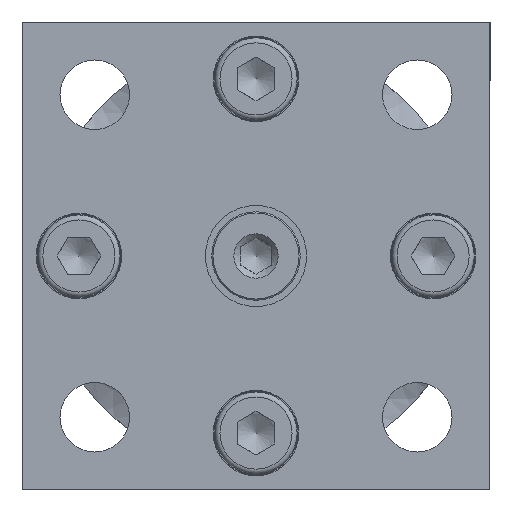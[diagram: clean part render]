
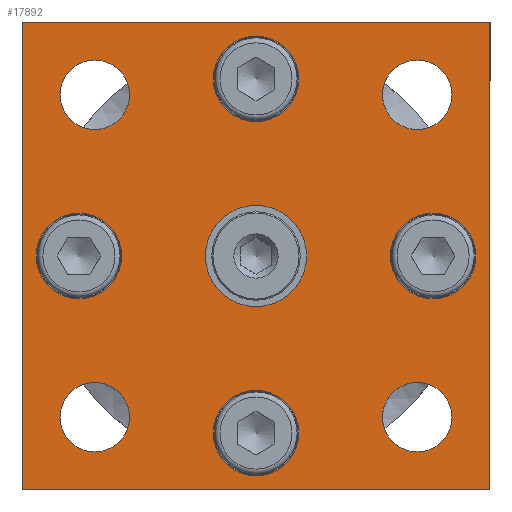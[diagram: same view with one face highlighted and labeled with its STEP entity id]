
A CAD part, left-side view. The second image highlights one B-rep face of the part: STEP entity #17892.
In plain terms, the highlighted planar face has unit normal (-1, 0, 0).
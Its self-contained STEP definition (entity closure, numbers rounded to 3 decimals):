
#17499=CARTESIAN_POINT('',(-130.0,-34.75,0.));
#17500=VERTEX_POINT('',#17499);
#17501=CARTESIAN_POINT('',(-130.0,-28.,0.));
#17502=DIRECTION('',(1.0,0.0,0.0));
#17503=DIRECTION('',(0.0,-1.0,0.0));
#17504=AXIS2_PLACEMENT_3D('',#17501,#17502,#17503);
#17505=CIRCLE('',#17504,6.75);
#17506=EDGE_CURVE('',#17500,#17500,#17505,.T.);
#17547=CARTESIAN_POINT('',(-130.0,0.,-34.75));
#17548=VERTEX_POINT('',#17547);
#17549=CARTESIAN_POINT('',(-130.0,0.,-28.));
#17550=DIRECTION('',(1.0,0.0,0.0));
#17551=DIRECTION('',(0.0,0.0,-1.0));
#17552=AXIS2_PLACEMENT_3D('',#17549,#17550,#17551);
#17553=CIRCLE('',#17552,6.75);
#17554=EDGE_CURVE('',#17548,#17548,#17553,.T.);
#17595=CARTESIAN_POINT('',(-130.0,34.75,0.));
#17596=VERTEX_POINT('',#17595);
#17597=CARTESIAN_POINT('',(-130.0,28.,0.));
#17598=DIRECTION('',(1.0,0.0,0.0));
#17599=DIRECTION('',(0.0,1.0,0.0));
#17600=AXIS2_PLACEMENT_3D('',#17597,#17598,#17599);
#17601=CIRCLE('',#17600,6.75);
#17602=EDGE_CURVE('',#17596,#17596,#17601,.T.);
#17643=CARTESIAN_POINT('',(-130.0,0.,34.75));
#17644=VERTEX_POINT('',#17643);
#17645=CARTESIAN_POINT('',(-130.0,0.,28.));
#17646=DIRECTION('',(1.0,0.0,0.0));
#17647=DIRECTION('',(0.0,0.0,1.0));
#17648=AXIS2_PLACEMENT_3D('',#17645,#17646,#17647);
#17649=CIRCLE('',#17648,6.75);
#17650=EDGE_CURVE('',#17644,#17644,#17649,.T.);
#17666=CARTESIAN_POINT('',(-130.0,-25.5,-20.));
#17667=VERTEX_POINT('',#17666);
#17668=CARTESIAN_POINT('',(-130.0,-25.5,-25.5));
#17669=DIRECTION('',(1.0,0.0,0.0));
#17670=DIRECTION('',(0.0,0.0,1.0));
#17671=AXIS2_PLACEMENT_3D('',#17668,#17669,#17670);
#17672=CIRCLE('',#17671,5.5);
#17673=EDGE_CURVE('',#17667,#17667,#17672,.T.);
#17686=CARTESIAN_POINT('',(-130.0,-25.5,31.));
#17687=VERTEX_POINT('',#17686);
#17688=CARTESIAN_POINT('',(-130.0,-25.5,25.5));
#17689=DIRECTION('',(1.0,0.0,0.0));
#17690=DIRECTION('',(0.0,0.0,1.0));
#17691=AXIS2_PLACEMENT_3D('',#17688,#17689,#17690);
#17692=CIRCLE('',#17691,5.5);
#17693=EDGE_CURVE('',#17687,#17687,#17692,.T.);
#17706=CARTESIAN_POINT('',(-130.0,25.5,31.));
#17707=VERTEX_POINT('',#17706);
#17708=CARTESIAN_POINT('',(-130.0,25.5,25.5));
#17709=DIRECTION('',(1.0,0.0,0.0));
#17710=DIRECTION('',(0.0,0.0,1.0));
#17711=AXIS2_PLACEMENT_3D('',#17708,#17709,#17710);
#17712=CIRCLE('',#17711,5.5);
#17713=EDGE_CURVE('',#17707,#17707,#17712,.T.);
#17726=CARTESIAN_POINT('',(-130.0,25.5,-20.));
#17727=VERTEX_POINT('',#17726);
#17728=CARTESIAN_POINT('',(-130.0,25.5,-25.5));
#17729=DIRECTION('',(1.0,0.0,0.0));
#17730=DIRECTION('',(0.0,0.0,1.0));
#17731=AXIS2_PLACEMENT_3D('',#17728,#17729,#17730);
#17732=CIRCLE('',#17731,5.5);
#17733=EDGE_CURVE('',#17727,#17727,#17732,.T.);
#17743=CARTESIAN_POINT('',(-130.0,-8.0,0.));
#17744=VERTEX_POINT('',#17743);
#17745=CARTESIAN_POINT('',(-130.0,0.0,0.0));
#17746=DIRECTION('',(1.0,0.0,0.0));
#17747=DIRECTION('',(0.0,-1.0,0.0));
#17748=AXIS2_PLACEMENT_3D('',#17745,#17746,#17747);
#17749=CIRCLE('',#17748,8.0);
#17750=EDGE_CURVE('',#17744,#17744,#17749,.T.);
#17764=CARTESIAN_POINT('',(-130.0,-37.,37.));
#17765=VERTEX_POINT('',#17764);
#17772=CARTESIAN_POINT('',(-130.0,-37.,-37.0));
#17773=VERTEX_POINT('',#17772);
#17774=CARTESIAN_POINT('',(-130.0,-37.,37.));
#17775=DIRECTION('',(0.0,0.0,-1.0));
#17776=VECTOR('',#17775,74.0);
#17777=LINE('',#17774,#17776);
#17778=EDGE_CURVE('',#17765,#17773,#17777,.T.);
#17795=CARTESIAN_POINT('',(-130.0,37.0,37.));
#17796=VERTEX_POINT('',#17795);
#17803=CARTESIAN_POINT('',(-130.0,37.0,37.));
#17804=DIRECTION('',(0.0,-1.0,0.0));
#17805=VECTOR('',#17804,74.0);
#17806=LINE('',#17803,#17805);
#17807=EDGE_CURVE('',#17796,#17765,#17806,.T.);
#17819=CARTESIAN_POINT('',(-130.0,37.,-37.0));
#17820=VERTEX_POINT('',#17819);
#17827=CARTESIAN_POINT('',(-130.0,37.,-37.0));
#17828=DIRECTION('',(0.0,0.0,1.0));
#17829=VECTOR('',#17828,74.0);
#17830=LINE('',#17827,#17829);
#17831=EDGE_CURVE('',#17820,#17796,#17830,.T.);
#17844=CARTESIAN_POINT('',(-130.0,-37.,-37.0));
#17845=DIRECTION('',(0.0,1.0,0.0));
#17846=VECTOR('',#17845,74.0);
#17847=LINE('',#17844,#17846);
#17848=EDGE_CURVE('',#17773,#17820,#17847,.T.);
#17854=CARTESIAN_POINT('',(-130.0,0.,0.));
#17855=DIRECTION('',(1.0,0.0,0.0));
#17856=DIRECTION('',(0.0,0.0,-1.0));
#17857=AXIS2_PLACEMENT_3D('',#17854,#17855,#17856);
#17858=PLANE('',#17857);
#17859=ORIENTED_EDGE('',*,*,#17848,.F.);
#17860=ORIENTED_EDGE('',*,*,#17778,.F.);
#17861=ORIENTED_EDGE('',*,*,#17807,.F.);
#17862=ORIENTED_EDGE('',*,*,#17831,.F.);
#17863=EDGE_LOOP('',(#17859,#17860,#17861,#17862));
#17864=FACE_OUTER_BOUND('',#17863,.T.);
#17865=ORIENTED_EDGE('',*,*,#17506,.T.);
#17866=EDGE_LOOP('',(#17865));
#17867=FACE_BOUND('',#17866,.T.);
#17868=ORIENTED_EDGE('',*,*,#17554,.T.);
#17869=EDGE_LOOP('',(#17868));
#17870=FACE_BOUND('',#17869,.T.);
#17871=ORIENTED_EDGE('',*,*,#17602,.T.);
#17872=EDGE_LOOP('',(#17871));
#17873=FACE_BOUND('',#17872,.T.);
#17874=ORIENTED_EDGE('',*,*,#17650,.T.);
#17875=EDGE_LOOP('',(#17874));
#17876=FACE_BOUND('',#17875,.T.);
#17877=ORIENTED_EDGE('',*,*,#17673,.T.);
#17878=EDGE_LOOP('',(#17877));
#17879=FACE_BOUND('',#17878,.T.);
#17880=ORIENTED_EDGE('',*,*,#17693,.T.);
#17881=EDGE_LOOP('',(#17880));
#17882=FACE_BOUND('',#17881,.T.);
#17883=ORIENTED_EDGE('',*,*,#17713,.T.);
#17884=EDGE_LOOP('',(#17883));
#17885=FACE_BOUND('',#17884,.T.);
#17886=ORIENTED_EDGE('',*,*,#17733,.T.);
#17887=EDGE_LOOP('',(#17886));
#17888=FACE_BOUND('',#17887,.T.);
#17889=ORIENTED_EDGE('',*,*,#17750,.T.);
#17890=EDGE_LOOP('',(#17889));
#17891=FACE_BOUND('',#17890,.T.);
#17892=ADVANCED_FACE('',(#17864,#17867,#17870,#17873,#17876,#17879,#17882,#17885,#17888,#17891),#17858,.F.);
